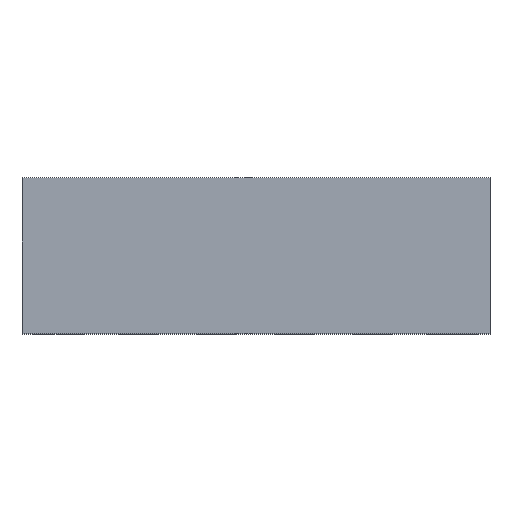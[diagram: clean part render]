
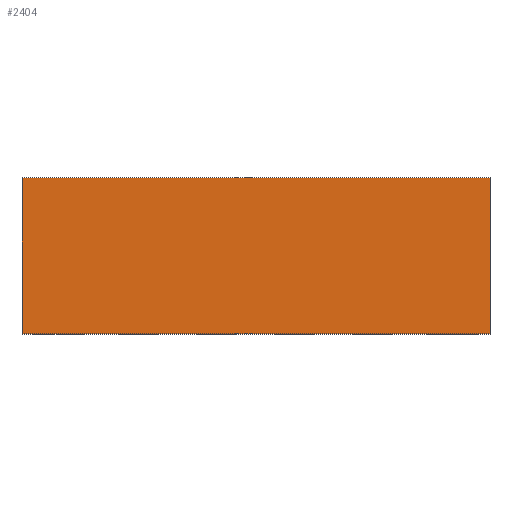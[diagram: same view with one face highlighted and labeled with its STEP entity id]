
A CAD part, top view. The second image highlights one B-rep face of the part: STEP entity #2404.
In plain terms, the highlighted planar face has unit normal (0, 0, 1).
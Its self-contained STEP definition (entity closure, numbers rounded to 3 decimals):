
#67 = CARTESIAN_POINT ( 'NONE',  ( -1.5, 1., 1.5 ) ) ;
#147 = CARTESIAN_POINT ( 'NONE',  ( -1.5, 1., 1.5 ) ) ;
#259 = DIRECTION ( 'NONE',  ( 1., 0., 0. ) ) ;
#288 = FACE_OUTER_BOUND ( 'NONE', #4603, .T. ) ;
#311 = CARTESIAN_POINT ( 'NONE',  ( 1.5, 1., 1.5 ) ) ;
#746 = VECTOR ( 'NONE', #4110, 1000. ) ;
#827 = CARTESIAN_POINT ( 'NONE',  ( -1.5, 1., 1.5 ) ) ;
#892 = DIRECTION ( 'NONE',  ( 1., 0., 0. ) ) ;
#977 = DIRECTION ( 'NONE',  ( -1., 0., 0. ) ) ;
#991 = EDGE_CURVE ( 'NONE', #2600, #1138, #1984, .T. ) ;
#1060 = EDGE_CURVE ( 'NONE', #3197, #1134, #4289, .T. ) ;
#1134 = VERTEX_POINT ( 'NONE', #2003 ) ;
#1138 = VERTEX_POINT ( 'NONE', #5250 ) ;
#1275 = CARTESIAN_POINT ( 'NONE',  ( -1.5, 1., 1.5 ) ) ;
#1616 = VECTOR ( 'NONE', #1719, 1000. ) ;
#1719 = DIRECTION ( 'NONE',  ( 0., -1., 0. ) ) ;
#1791 = DIRECTION ( 'NONE',  ( 0., 0., -1. ) ) ;
#1975 = LINE ( 'NONE', #311, #746 ) ;
#1984 = LINE ( 'NONE', #3095, #5031 ) ;
#2003 = CARTESIAN_POINT ( 'NONE',  ( 1.5, 1., 1.5 ) ) ;
#2139 = ORIENTED_EDGE ( 'NONE', *, *, #991, .T. ) ;
#2176 = VECTOR ( 'NONE', #892, 1000. ) ;
#2250 = AXIS2_PLACEMENT_3D ( 'NONE', #147, #1791, #977 ) ;
#2342 = CARTESIAN_POINT ( 'NONE',  ( -1.5, 0., 1.5 ) ) ;
#2404 = ADVANCED_FACE ( 'NONE', ( #288 ), #3876, .F. ) ;
#2600 = VERTEX_POINT ( 'NONE', #2342 ) ;
#2707 = LINE ( 'NONE', #827, #1616 ) ;
#2754 = EDGE_CURVE ( 'NONE', #1134, #1138, #1975, .T. ) ;
#3095 = CARTESIAN_POINT ( 'NONE',  ( -1.5, 0., 1.5 ) ) ;
#3197 = VERTEX_POINT ( 'NONE', #67 ) ;
#3438 = ORIENTED_EDGE ( 'NONE', *, *, #2754, .F. ) ;
#3876 = PLANE ( 'NONE',  #2250 ) ;
#4110 = DIRECTION ( 'NONE',  ( 0., -1., 0. ) ) ;
#4287 = ORIENTED_EDGE ( 'NONE', *, *, #4811, .T. ) ;
#4289 = LINE ( 'NONE', #1275, #2176 ) ;
#4335 = ORIENTED_EDGE ( 'NONE', *, *, #1060, .F. ) ;
#4603 = EDGE_LOOP ( 'NONE', ( #2139, #3438, #4335, #4287 ) ) ;
#4811 = EDGE_CURVE ( 'NONE', #3197, #2600, #2707, .T. ) ;
#5031 = VECTOR ( 'NONE', #259, 1000. ) ;
#5250 = CARTESIAN_POINT ( 'NONE',  ( 1.5, 0., 1.5 ) ) ;
